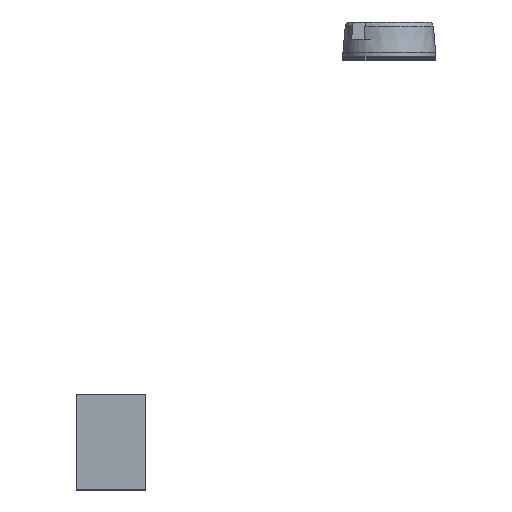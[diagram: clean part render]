
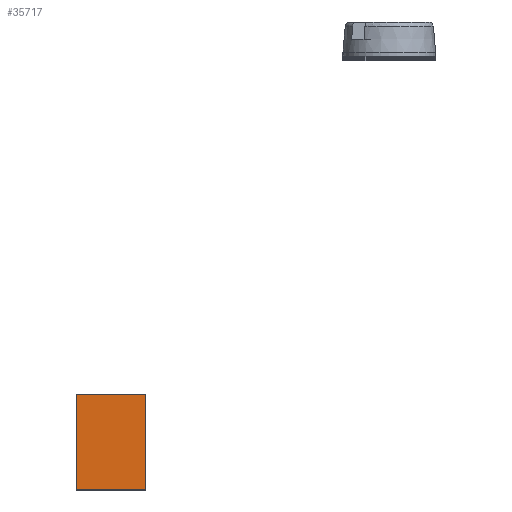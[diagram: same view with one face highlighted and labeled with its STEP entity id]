
A CAD part, top view. The second image highlights one B-rep face of the part: STEP entity #35717.
In plain terms, the highlighted face is planar.
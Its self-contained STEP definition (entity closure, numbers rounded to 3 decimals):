
#1909=PLANE('',#38979);
#3925=FACE_OUTER_BOUND('',#6169,.T.);
#6169=EDGE_LOOP('',(#33179,#33180,#33181,#33182));
#9754=LINE('',#60706,#13345);
#9755=LINE('',#60708,#13346);
#9756=LINE('',#60710,#13347);
#9757=LINE('',#60711,#13348);
#13345=VECTOR('',#49072,4.1);
#13346=VECTOR('',#49073,3.);
#13347=VECTOR('',#49074,4.1);
#13348=VECTOR('',#49075,3.);
#17936=VERTEX_POINT('',#60704);
#17937=VERTEX_POINT('',#60705);
#17938=VERTEX_POINT('',#60707);
#17939=VERTEX_POINT('',#60709);
#23005=EDGE_CURVE('',#17936,#17937,#9754,.T.);
#23006=EDGE_CURVE('',#17938,#17936,#9755,.T.);
#23007=EDGE_CURVE('',#17939,#17938,#9756,.T.);
#23008=EDGE_CURVE('',#17937,#17939,#9757,.T.);
#33179=ORIENTED_EDGE('',*,*,#23005,.F.);
#33180=ORIENTED_EDGE('',*,*,#23006,.F.);
#33181=ORIENTED_EDGE('',*,*,#23007,.F.);
#33182=ORIENTED_EDGE('',*,*,#23008,.F.);
#35717=ADVANCED_FACE('',(#3925),#1909,.T.);
#38979=AXIS2_PLACEMENT_3D('',#60703,#49070,#49071);
#49070=DIRECTION('center_axis',(0.,0.,-1.));
#49071=DIRECTION('ref_axis',(-1.,0.,0.));
#49072=DIRECTION('',(0.,1.,0.));
#49073=DIRECTION('',(1.,0.,0.));
#49074=DIRECTION('',(0.,-1.,0.));
#49075=DIRECTION('',(-1.,0.,0.));
#60703=CARTESIAN_POINT('Origin',(0.,-2.7,-46.185));
#60704=CARTESIAN_POINT('',(-0.95,-4.1,-46.185));
#60705=CARTESIAN_POINT('',(-0.95,0.,-46.185));
#60706=CARTESIAN_POINT('',(-0.95,-1.35,-46.185));
#60707=CARTESIAN_POINT('',(-3.95,-4.1,-46.185));
#60708=CARTESIAN_POINT('',(-2.975,-4.1,-46.185));
#60709=CARTESIAN_POINT('',(-3.95,0.,-46.185));
#60710=CARTESIAN_POINT('',(-3.95,-3.4,-46.185));
#60711=CARTESIAN_POINT('',(8.025,0.,-46.185));
